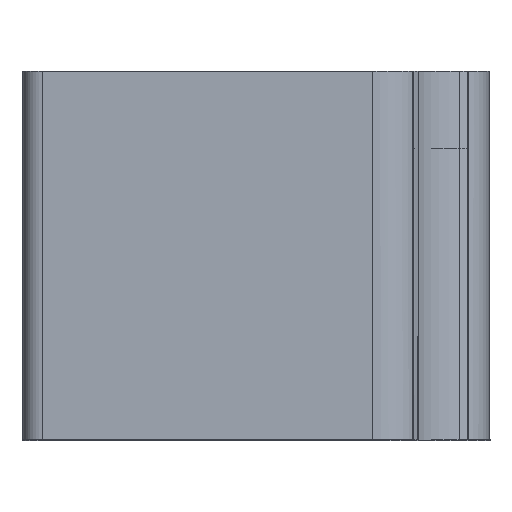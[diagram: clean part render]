
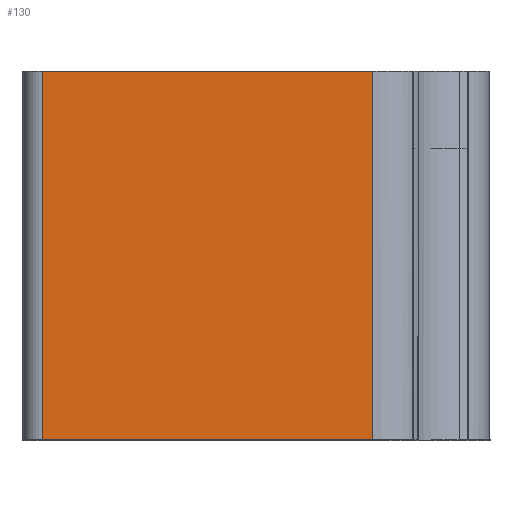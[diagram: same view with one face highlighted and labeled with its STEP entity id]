
A CAD part, front view. The second image highlights one B-rep face of the part: STEP entity #130.
In plain terms, the highlighted planar face has unit normal (0, -1, 0).
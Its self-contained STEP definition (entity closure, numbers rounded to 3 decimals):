
#130 = ADVANCED_FACE( '', ( #249 ), #250, .F. );
#249 = FACE_OUTER_BOUND( '', #372, .T. );
#250 = PLANE( '', #373 );
#372 = EDGE_LOOP( '', ( #798, #799, #800, #801 ) );
#373 = AXIS2_PLACEMENT_3D( '', #802, #803, #804 );
#798 = ORIENTED_EDGE( '', *, *, #1294, .T. );
#799 = ORIENTED_EDGE( '', *, *, #1340, .T. );
#800 = ORIENTED_EDGE( '', *, *, #1341, .F. );
#801 = ORIENTED_EDGE( '', *, *, #1342, .T. );
#802 = CARTESIAN_POINT( '', ( -2.4, -2.4, 3.8 ) );
#803 = DIRECTION( '', ( 0., 1., 0. ) );
#804 = DIRECTION( '', ( 0., 0., 1. ) );
#1294 = EDGE_CURVE( '', #1817, #1815, #1818, .T. );
#1340 = EDGE_CURVE( '', #1815, #1878, #1879, .F. );
#1341 = EDGE_CURVE( '', #1880, #1878, #1881, .T. );
#1342 = EDGE_CURVE( '', #1880, #1817, #1882, .T. );
#1815 = VERTEX_POINT( '', #3408 );
#1817 = VERTEX_POINT( '', #3410 );
#1818 = LINE( '', #3411, #3412 );
#1878 = VERTEX_POINT( '', #3495 );
#1879 = LINE( '', #3496, #3497 );
#1880 = VERTEX_POINT( '', #3498 );
#1881 = LINE( '', #3499, #3500 );
#1882 = LINE( '', #3501, #3502 );
#3408 = CARTESIAN_POINT( '', ( 1.2, -2.4, 0. ) );
#3410 = CARTESIAN_POINT( '', ( -2.2, -2.4, 0. ) );
#3411 = CARTESIAN_POINT( '', ( -2.4, -2.4, 0. ) );
#3412 = VECTOR( '', #4029, 1000. );
#3495 = CARTESIAN_POINT( '', ( 1.2, -2.4, 3.8 ) );
#3496 = CARTESIAN_POINT( '', ( 1.2, -2.4, 3.8 ) );
#3497 = VECTOR( '', #4077, 1000. );
#3498 = CARTESIAN_POINT( '', ( -2.2, -2.4, 3.8 ) );
#3499 = CARTESIAN_POINT( '', ( -2.4, -2.4, 3.8 ) );
#3500 = VECTOR( '', #4078, 1000. );
#3501 = CARTESIAN_POINT( '', ( -2.2, -2.4, 3.8 ) );
#3502 = VECTOR( '', #4079, 1000. );
#4029 = DIRECTION( '', ( 1., 0., 0. ) );
#4077 = DIRECTION( '', ( 0., 0., -1. ) );
#4078 = DIRECTION( '', ( 1., 0., 0. ) );
#4079 = DIRECTION( '', ( 0., 0., -1. ) );
